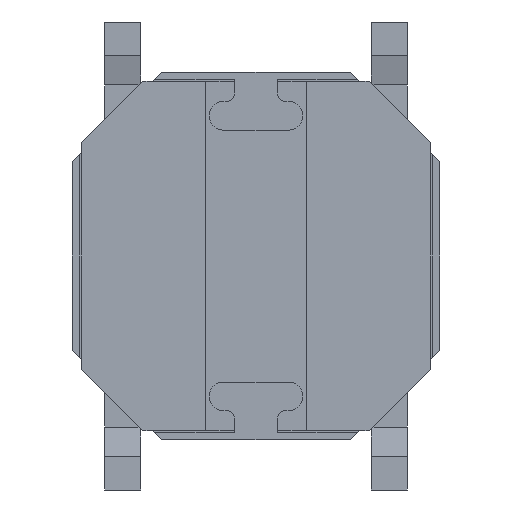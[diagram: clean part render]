
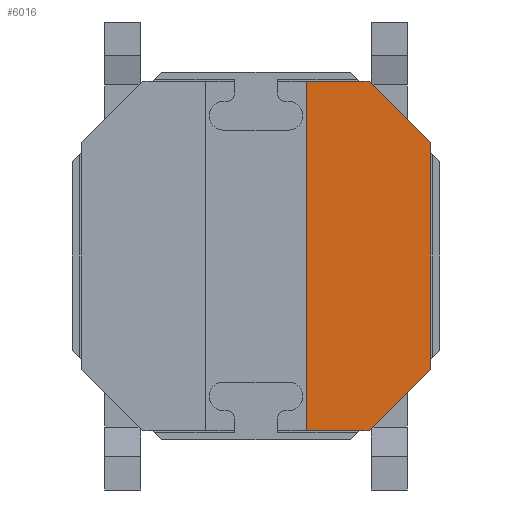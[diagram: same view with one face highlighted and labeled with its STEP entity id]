
A CAD part, front view. The second image highlights one B-rep face of the part: STEP entity #6016.
In plain terms, the highlighted planar face has unit normal (0, -1, 0).
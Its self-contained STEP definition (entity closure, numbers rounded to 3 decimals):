
#36 = FACE_OUTER_BOUND ( 'NONE', #3560, .T. ) ;
#124 = DIRECTION ( 'NONE',  ( 0., 1., 0. ) ) ;
#405 = CARTESIAN_POINT ( 'NONE',  ( 2.43, 0., -1.57 ) ) ;
#772 = EDGE_CURVE ( 'NONE', #5796, #4867, #1114, .T. ) ;
#823 = VECTOR ( 'NONE', #3055, 1000. ) ;
#965 = VECTOR ( 'NONE', #2294, 1000. ) ;
#1114 = LINE ( 'NONE', #4826, #1290 ) ;
#1180 = LINE ( 'NONE', #3193, #3625 ) ;
#1290 = VECTOR ( 'NONE', #3013, 1000. ) ;
#1293 = EDGE_CURVE ( 'NONE', #5886, #5796, #3483, .T. ) ;
#1348 = ORIENTED_EDGE ( 'NONE', *, *, #5937, .T. ) ;
#1364 = ORIENTED_EDGE ( 'NONE', *, *, #4872, .T. ) ;
#1427 = EDGE_CURVE ( 'NONE', #4867, #5961, #1180, .T. ) ;
#1434 = CARTESIAN_POINT ( 'NONE',  ( 2.43, 0., 1.57 ) ) ;
#1496 = LINE ( 'NONE', #1434, #5171 ) ;
#1553 = CARTESIAN_POINT ( 'NONE',  ( 1.57, 0., -2.43 ) ) ;
#1800 = EDGE_CURVE ( 'NONE', #3197, #1862, #1496, .T. ) ;
#1835 = CARTESIAN_POINT ( 'NONE',  ( 2.43, 0., -1.57 ) ) ;
#1862 = VERTEX_POINT ( 'NONE', #3397 ) ;
#2044 = CARTESIAN_POINT ( 'NONE',  ( 0.7, 0., 2.43 ) ) ;
#2141 = AXIS2_PLACEMENT_3D ( 'NONE', #5765, #124, #2452 ) ;
#2294 = DIRECTION ( 'NONE',  ( 0., 0., 1. ) ) ;
#2452 = DIRECTION ( 'NONE',  ( 1., 0., 0. ) ) ;
#2580 = CARTESIAN_POINT ( 'NONE',  ( 1.57, 0., 2.43 ) ) ;
#2735 = ORIENTED_EDGE ( 'NONE', *, *, #1427, .T. ) ;
#3013 = DIRECTION ( 'NONE',  ( 1., 0., 0. ) ) ;
#3026 = DIRECTION ( 'NONE',  ( 0., 0., -1. ) ) ;
#3028 = CARTESIAN_POINT ( 'NONE',  ( 0.7, 0., -2.43 ) ) ;
#3055 = DIRECTION ( 'NONE',  ( -1., 0., 0. ) ) ;
#3187 = ORIENTED_EDGE ( 'NONE', *, *, #1800, .T. ) ;
#3193 = CARTESIAN_POINT ( 'NONE',  ( 1.57, 0., -2.43 ) ) ;
#3197 = VERTEX_POINT ( 'NONE', #5457 ) ;
#3223 = ORIENTED_EDGE ( 'NONE', *, *, #772, .T. ) ;
#3397 = CARTESIAN_POINT ( 'NONE',  ( 1.57, 0., 2.43 ) ) ;
#3483 = LINE ( 'NONE', #2044, #5415 ) ;
#3560 = EDGE_LOOP ( 'NONE', ( #3223, #2735, #1348, #3187, #1364, #4586 ) ) ;
#3625 = VECTOR ( 'NONE', #3994, 1000. ) ;
#3676 = CARTESIAN_POINT ( 'NONE',  ( 0.7, 0., 2.43 ) ) ;
#3994 = DIRECTION ( 'NONE',  ( 0.707, 0., 0.707 ) ) ;
#4586 = ORIENTED_EDGE ( 'NONE', *, *, #1293, .T. ) ;
#4826 = CARTESIAN_POINT ( 'NONE',  ( 0.7, 0., -2.43 ) ) ;
#4867 = VERTEX_POINT ( 'NONE', #1553 ) ;
#4872 = EDGE_CURVE ( 'NONE', #1862, #5886, #4950, .T. ) ;
#4950 = LINE ( 'NONE', #2580, #823 ) ;
#5078 = LINE ( 'NONE', #405, #965 ) ;
#5171 = VECTOR ( 'NONE', #5307, 1000. ) ;
#5196 = PLANE ( 'NONE',  #2141 ) ;
#5307 = DIRECTION ( 'NONE',  ( -0.707, 0., 0.707 ) ) ;
#5415 = VECTOR ( 'NONE', #3026, 1000. ) ;
#5457 = CARTESIAN_POINT ( 'NONE',  ( 2.43, 0., 1.57 ) ) ;
#5765 = CARTESIAN_POINT ( 'NONE',  ( 0., 0., 0. ) ) ;
#5796 = VERTEX_POINT ( 'NONE', #3028 ) ;
#5886 = VERTEX_POINT ( 'NONE', #3676 ) ;
#5937 = EDGE_CURVE ( 'NONE', #5961, #3197, #5078, .T. ) ;
#5961 = VERTEX_POINT ( 'NONE', #1835 ) ;
#6016 = ADVANCED_FACE ( 'NONE', ( #36 ), #5196, .F. ) ;
